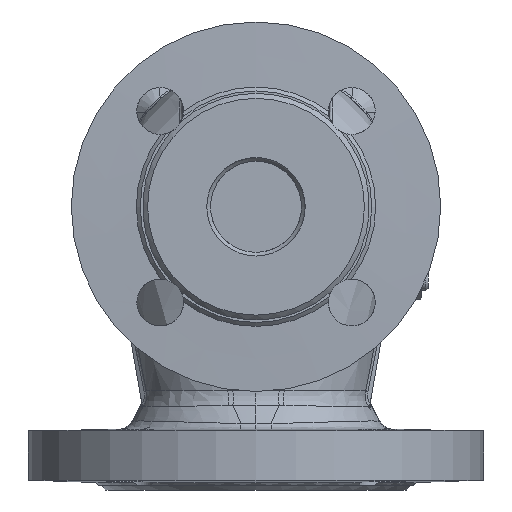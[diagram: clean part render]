
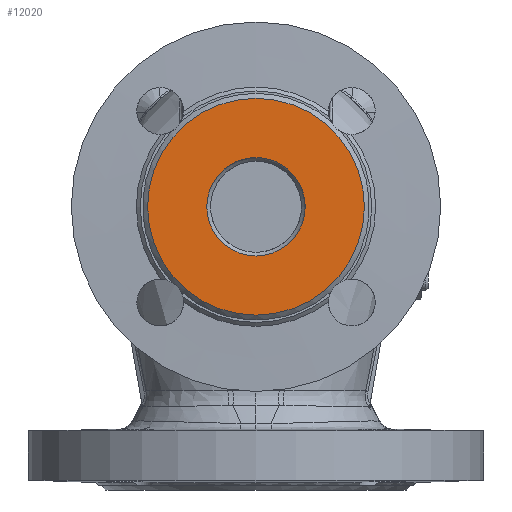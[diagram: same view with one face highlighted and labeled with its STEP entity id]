
A CAD part, front view. The second image highlights one B-rep face of the part: STEP entity #12020.
In plain terms, the highlighted planar face has unit normal (0, -1, 0).
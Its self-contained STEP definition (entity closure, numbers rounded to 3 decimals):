
#190=FACE_BOUND('',#2640,.T.);
#435=PLANE('',#12971);
#828=CIRCLE('',#12970,20.);
#829=CIRCLE('',#12972,44.);
#1832=FACE_OUTER_BOUND('',#2639,.T.);
#2639=EDGE_LOOP('',(#9247));
#2640=EDGE_LOOP('',(#9248));
#5294=VERTEX_POINT('',#41010);
#5295=VERTEX_POINT('',#41014);
#6694=EDGE_CURVE('',#5294,#5294,#828,.T.);
#6695=EDGE_CURVE('',#5295,#5295,#829,.T.);
#9247=ORIENTED_EDGE('',*,*,#6695,.F.);
#9248=ORIENTED_EDGE('',*,*,#6694,.T.);
#12020=ADVANCED_FACE('',(#1832,#190),#435,.T.);
#12970=AXIS2_PLACEMENT_3D('',#41012,#14637,#14638);
#12971=AXIS2_PLACEMENT_3D('',#41013,#14639,#14640);
#12972=AXIS2_PLACEMENT_3D('',#41015,#14641,#14642);
#14637=DIRECTION('center_axis',(0.,1.,0.));
#14638=DIRECTION('ref_axis',(0.,0.,-1.));
#14639=DIRECTION('center_axis',(0.,-1.,0.));
#14640=DIRECTION('ref_axis',(0.,0.,1.));
#14641=DIRECTION('center_axis',(0.,1.,0.));
#14642=DIRECTION('ref_axis',(0.,0.,-1.));
#41010=CARTESIAN_POINT('',(0.,-140.,-20.));
#41012=CARTESIAN_POINT('Origin',(0.,-140.,0.));
#41013=CARTESIAN_POINT('Origin',(0.,-140.,0.));
#41014=CARTESIAN_POINT('',(0.,-140.,44.));
#41015=CARTESIAN_POINT('Origin',(0.,-140.,0.));
